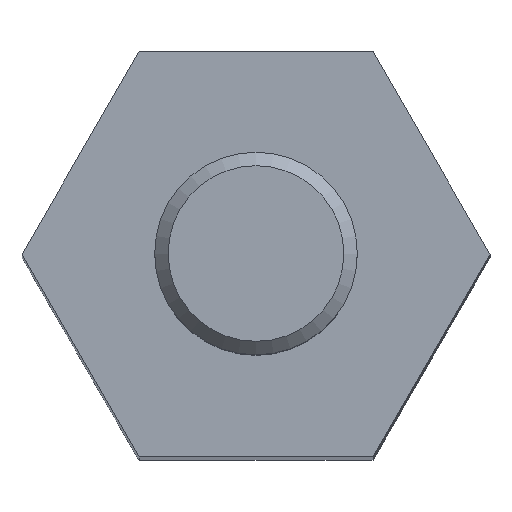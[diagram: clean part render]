
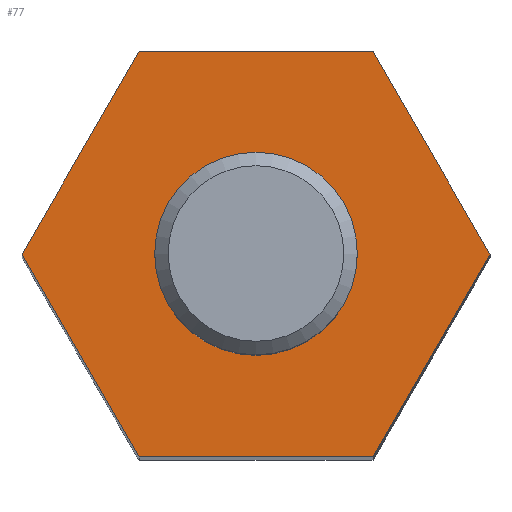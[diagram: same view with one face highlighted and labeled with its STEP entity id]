
A CAD part, top view. The second image highlights one B-rep face of the part: STEP entity #77.
In plain terms, the highlighted planar face has unit normal (0, 0, 1).
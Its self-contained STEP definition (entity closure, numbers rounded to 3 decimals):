
#77 = ADVANCED_FACE( '', ( #163, #164 ), #165, .T. );
#163 = FACE_BOUND( '', #257, .T. );
#164 = FACE_OUTER_BOUND( '', #258, .T. );
#165 = PLANE( '', #259 );
#257 = EDGE_LOOP( '', ( #400 ) );
#258 = EDGE_LOOP( '', ( #401, #402, #403, #404, #405, #406 ) );
#259 = AXIS2_PLACEMENT_3D( '', #407, #408, #409 );
#400 = ORIENTED_EDGE( '', *, *, #503, .T. );
#401 = ORIENTED_EDGE( '', *, *, #528, .T. );
#402 = ORIENTED_EDGE( '', *, *, #499, .T. );
#403 = ORIENTED_EDGE( '', *, *, #491, .T. );
#404 = ORIENTED_EDGE( '', *, *, #529, .T. );
#405 = ORIENTED_EDGE( '', *, *, #530, .T. );
#406 = ORIENTED_EDGE( '', *, *, #523, .T. );
#407 = CARTESIAN_POINT( '', ( 0., 0., 30. ) );
#408 = DIRECTION( '', ( 0., 0., 1. ) );
#409 = DIRECTION( '', ( 1., 0., 0. ) );
#491 = EDGE_CURVE( '', #566, #564, #567, .T. );
#499 = EDGE_CURVE( '', #578, #566, #579, .T. );
#503 = EDGE_CURVE( '', #584, #584, #585, .F. );
#523 = EDGE_CURVE( '', #614, #612, #615, .T. );
#528 = EDGE_CURVE( '', #612, #578, #620, .T. );
#529 = EDGE_CURVE( '', #564, #621, #622, .T. );
#530 = EDGE_CURVE( '', #621, #614, #623, .T. );
#564 = VERTEX_POINT( '', #692 );
#566 = VERTEX_POINT( '', #695 );
#567 = LINE( '', #696, #697 );
#578 = VERTEX_POINT( '', #709 );
#579 = LINE( '', #710, #711 );
#584 = VERTEX_POINT( '', #722 );
#585 = CIRCLE( '', #723, 1.267 );
#612 = VERTEX_POINT( '', #776 );
#614 = VERTEX_POINT( '', #779 );
#615 = LINE( '', #780, #781 );
#620 = LINE( '', #787, #788 );
#621 = VERTEX_POINT( '', #789 );
#622 = LINE( '', #790, #791 );
#623 = LINE( '', #792, #793 );
#692 = CARTESIAN_POINT( '', ( -1.732, -3., 30. ) );
#695 = CARTESIAN_POINT( '', ( -3.464, 0., 30. ) );
#696 = CARTESIAN_POINT( '', ( -3.464, 0., 30. ) );
#697 = VECTOR( '', #832, 1000. );
#709 = CARTESIAN_POINT( '', ( -1.732, 3., 30. ) );
#710 = CARTESIAN_POINT( '', ( -1.732, 3., 30. ) );
#711 = VECTOR( '', #843, 1000. );
#722 = CARTESIAN_POINT( '', ( 1.267, 0., 30. ) );
#723 = AXIS2_PLACEMENT_3D( '', #845, #846, #847 );
#776 = CARTESIAN_POINT( '', ( 1.732, 3., 30. ) );
#779 = CARTESIAN_POINT( '', ( 3.464, 0., 30. ) );
#780 = CARTESIAN_POINT( '', ( 3.464, 0., 30. ) );
#781 = VECTOR( '', #873, 1000. );
#787 = CARTESIAN_POINT( '', ( 1.732, 3., 30. ) );
#788 = VECTOR( '', #878, 1000. );
#789 = CARTESIAN_POINT( '', ( 1.732, -3., 30. ) );
#790 = CARTESIAN_POINT( '', ( -1.732, -3., 30. ) );
#791 = VECTOR( '', #879, 1000. );
#792 = CARTESIAN_POINT( '', ( 1.732, -3., 30. ) );
#793 = VECTOR( '', #880, 1000. );
#832 = DIRECTION( '', ( 0.5, -0.866, 0. ) );
#843 = DIRECTION( '', ( -0.5, -0.866, 0. ) );
#845 = CARTESIAN_POINT( '', ( 0., 0., 30. ) );
#846 = DIRECTION( '', ( 0., 0., 1. ) );
#847 = DIRECTION( '', ( 1., 0., 0. ) );
#873 = DIRECTION( '', ( -0.5, 0.866, 0. ) );
#878 = DIRECTION( '', ( -1., 0., 0. ) );
#879 = DIRECTION( '', ( 1., 0., 0. ) );
#880 = DIRECTION( '', ( 0.5, 0.866, 0. ) );
